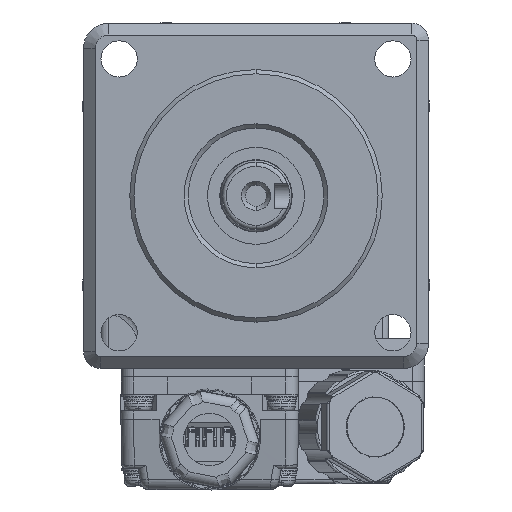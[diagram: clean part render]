
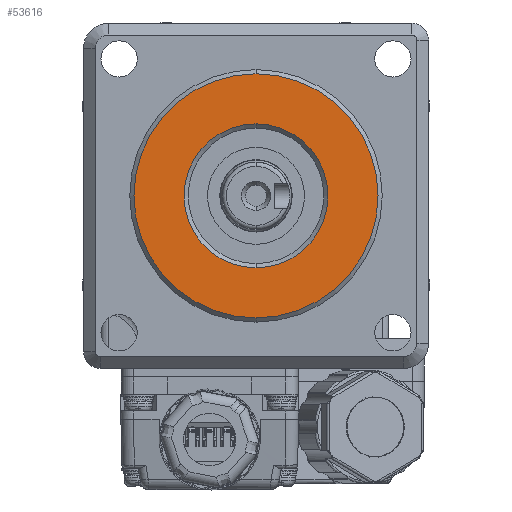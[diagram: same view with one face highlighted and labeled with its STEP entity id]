
A CAD part, front view. The second image highlights one B-rep face of the part: STEP entity #53616.
In plain terms, the highlighted face is planar.
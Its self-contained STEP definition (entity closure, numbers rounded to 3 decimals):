
#4596 = FACE_OUTER_BOUND ( 'NONE', #211476, .T. ) ;
#27191 = CIRCLE ( 'NONE', #206691, 8.55 ) ;
#29864 = FACE_BOUND ( 'NONE', #107254, .T. ) ;
#33046 = DIRECTION ( 'NONE',  ( 0., 0., 1. ) ) ;
#35143 = CARTESIAN_POINT ( 'NONE',  ( 0., 0., -0.4 ) ) ;
#37051 = ORIENTED_EDGE ( 'NONE', *, *, #68543, .T. ) ;
#38756 = EDGE_CURVE ( 'NONE', #227785, #175162, #70023, .T. ) ;
#42230 = CARTESIAN_POINT ( 'NONE',  ( 8.55, 0., -0.4 ) ) ;
#45333 = AXIS2_PLACEMENT_3D ( 'NONE', #154170, #33046, #55209 ) ;
#51071 = AXIS2_PLACEMENT_3D ( 'NONE', #35143, #237545, #241030 ) ;
#53616 = ADVANCED_FACE ( 'NONE', ( #29864, #4596 ), #157352, .T. ) ;
#55209 = DIRECTION ( 'NONE',  ( -1., 0., 0. ) ) ;
#57228 = CARTESIAN_POINT ( 'NONE',  ( 0., 0., -0.4 ) ) ;
#68543 = EDGE_CURVE ( 'NONE', #102694, #108098, #171170, .T. ) ;
#70023 = CIRCLE ( 'NONE', #51071, 14.5 ) ;
#74075 = DIRECTION ( 'NONE',  ( 0., 0., 1. ) ) ;
#88915 = CARTESIAN_POINT ( 'NONE',  ( 14.5, 0., -0.4 ) ) ;
#99496 = CARTESIAN_POINT ( 'NONE',  ( -14.5, 0., -0.4 ) ) ;
#102694 = VERTEX_POINT ( 'NONE', #42230 ) ;
#107254 = EDGE_LOOP ( 'NONE', ( #218643, #37051 ) ) ;
#108098 = VERTEX_POINT ( 'NONE', #242897 ) ;
#110914 = EDGE_CURVE ( 'NONE', #175162, #227785, #140670, .T. ) ;
#117493 = DIRECTION ( 'NONE',  ( 0., 0., -1. ) ) ;
#135243 = DIRECTION ( 'NONE',  ( -1., 0., 0. ) ) ;
#137930 = EDGE_CURVE ( 'NONE', #108098, #102694, #27191, .T. ) ;
#140670 = CIRCLE ( 'NONE', #245111, 14.5 ) ;
#154170 = CARTESIAN_POINT ( 'NONE',  ( 0., 0., -0.4 ) ) ;
#157352 = PLANE ( 'NONE',  #208628 ) ;
#171170 = CIRCLE ( 'NONE', #45333, 8.55 ) ;
#175162 = VERTEX_POINT ( 'NONE', #99496 ) ;
#177680 = CARTESIAN_POINT ( 'NONE',  ( 0., 0., -0.4 ) ) ;
#200550 = ORIENTED_EDGE ( 'NONE', *, *, #38756, .T. ) ;
#201105 = CARTESIAN_POINT ( 'NONE',  ( 0., 0., -0.4 ) ) ;
#206691 = AXIS2_PLACEMENT_3D ( 'NONE', #57228, #74075, #235705 ) ;
#208628 = AXIS2_PLACEMENT_3D ( 'NONE', #177680, #117493, #135243 ) ;
#211476 = EDGE_LOOP ( 'NONE', ( #200550, #231860 ) ) ;
#218643 = ORIENTED_EDGE ( 'NONE', *, *, #137930, .T. ) ;
#221325 = DIRECTION ( 'NONE',  ( -1., 0., 0. ) ) ;
#227785 = VERTEX_POINT ( 'NONE', #88915 ) ;
#231860 = ORIENTED_EDGE ( 'NONE', *, *, #110914, .T. ) ;
#235705 = DIRECTION ( 'NONE',  ( -1., 0., 0. ) ) ;
#237545 = DIRECTION ( 'NONE',  ( 0., 0., -1. ) ) ;
#241030 = DIRECTION ( 'NONE',  ( -1., 0., 0. ) ) ;
#241615 = DIRECTION ( 'NONE',  ( 0., 0., -1. ) ) ;
#242897 = CARTESIAN_POINT ( 'NONE',  ( -8.55, 0., -0.4 ) ) ;
#245111 = AXIS2_PLACEMENT_3D ( 'NONE', #201105, #241615, #221325 ) ;
